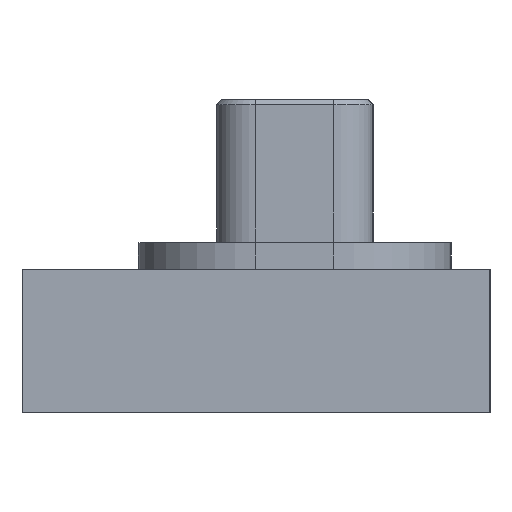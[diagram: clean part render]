
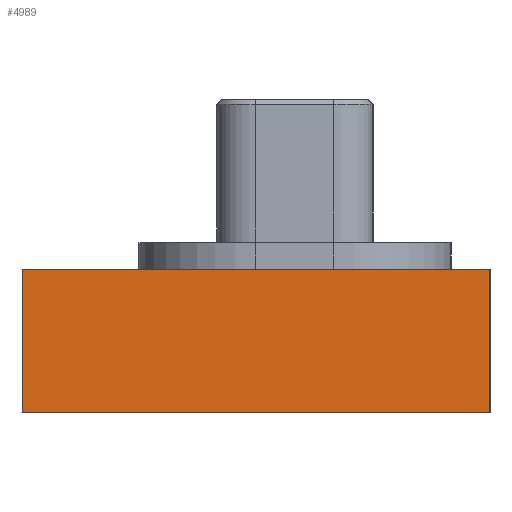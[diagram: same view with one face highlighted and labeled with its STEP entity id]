
A CAD part, left-side view. The second image highlights one B-rep face of the part: STEP entity #4989.
In plain terms, the highlighted planar face has unit normal (-1, 0, 0).
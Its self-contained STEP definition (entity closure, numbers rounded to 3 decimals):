
#425=FACE_OUTER_BOUND('',#685,.T.);
#685=EDGE_LOOP('',(#3795,#3796,#3797,#3798));
#1146=LINE('',#7791,#1712);
#1147=LINE('',#7793,#1713);
#1148=LINE('',#7795,#1714);
#1149=LINE('',#7796,#1715);
#1712=VECTOR('',#6269,10.);
#1713=VECTOR('',#6270,10.);
#1714=VECTOR('',#6271,10.);
#1715=VECTOR('',#6272,10.);
#2241=VERTEX_POINT('',#7789);
#2242=VERTEX_POINT('',#7790);
#2243=VERTEX_POINT('',#7792);
#2244=VERTEX_POINT('',#7794);
#2839=EDGE_CURVE('',#2241,#2242,#1146,.T.);
#2840=EDGE_CURVE('',#2242,#2243,#1147,.T.);
#2841=EDGE_CURVE('',#2244,#2243,#1148,.T.);
#2842=EDGE_CURVE('',#2241,#2244,#1149,.T.);
#3795=ORIENTED_EDGE('',*,*,#2839,.T.);
#3796=ORIENTED_EDGE('',*,*,#2840,.T.);
#3797=ORIENTED_EDGE('',*,*,#2841,.F.);
#3798=ORIENTED_EDGE('',*,*,#2842,.F.);
#4786=PLANE('',#5337);
#4989=ADVANCED_FACE('',(#425),#4786,.T.);
#5337=AXIS2_PLACEMENT_3D('',#7788,#6267,#6268);
#6267=DIRECTION('center_axis',(-1.,0.,0.));
#6268=DIRECTION('ref_axis',(0.,-1.,0.));
#6269=DIRECTION('',(0.,-1.,0.));
#6270=DIRECTION('',(0.,0.,1.));
#6271=DIRECTION('',(0.,-1.,0.));
#6272=DIRECTION('',(0.,0.,1.));
#7788=CARTESIAN_POINT('Origin',(230.,-217.032,0.));
#7789=CARTESIAN_POINT('',(230.,-217.032,0.));
#7790=CARTESIAN_POINT('',(230.,-235.,0.));
#7791=CARTESIAN_POINT('',(230.,-217.032,0.));
#7792=CARTESIAN_POINT('',(230.,-235.,5.5));
#7793=CARTESIAN_POINT('',(230.,-235.,0.));
#7794=CARTESIAN_POINT('',(230.,-217.032,5.5));
#7795=CARTESIAN_POINT('',(230.,-217.032,5.5));
#7796=CARTESIAN_POINT('',(230.,-217.032,0.));
